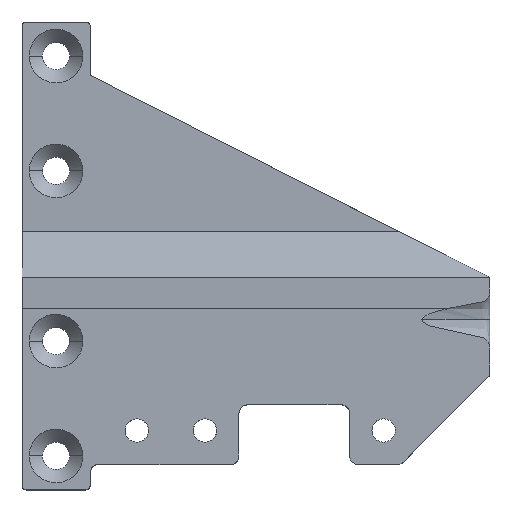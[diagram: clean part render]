
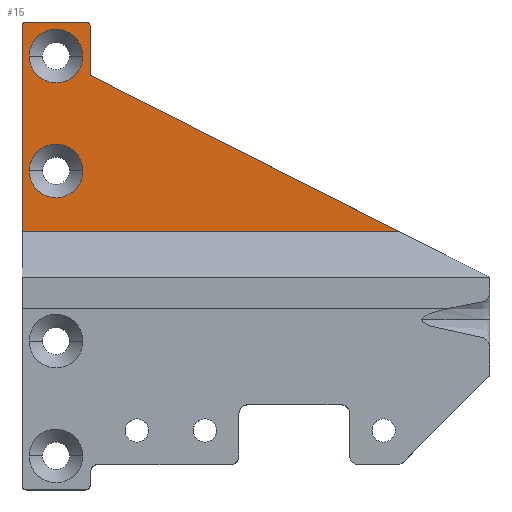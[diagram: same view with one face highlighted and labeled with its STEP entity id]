
A CAD part, top view. The second image highlights one B-rep face of the part: STEP entity #15.
In plain terms, the highlighted planar face has unit normal (0, 0, 1).
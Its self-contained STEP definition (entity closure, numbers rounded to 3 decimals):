
#15=ADVANCED_FACE('',(#84,#70,#71),#958,.T.);
#70=FACE_BOUND('',#140,.T.);
#71=FACE_BOUND('',#141,.T.);
#84=FACE_OUTER_BOUND('',#139,.T.);
#139=EDGE_LOOP('',(#208,#209,#210,#211,#212,#213,#214));
#140=EDGE_LOOP('',(#215,#216));
#141=EDGE_LOOP('',(#217,#218));
#208=ORIENTED_EDGE('',*,*,#531,.T.);
#209=ORIENTED_EDGE('',*,*,#533,.F.);
#210=ORIENTED_EDGE('',*,*,#535,.T.);
#211=ORIENTED_EDGE('',*,*,#537,.T.);
#212=ORIENTED_EDGE('',*,*,#510,.T.);
#213=ORIENTED_EDGE('',*,*,#526,.T.);
#214=ORIENTED_EDGE('',*,*,#529,.T.);
#215=ORIENTED_EDGE('',*,*,#636,.F.);
#216=ORIENTED_EDGE('',*,*,#595,.F.);
#217=ORIENTED_EDGE('',*,*,#641,.F.);
#218=ORIENTED_EDGE('',*,*,#600,.F.);
#510=EDGE_CURVE('',#833,#822,#779,.T.);
#526=EDGE_CURVE('',#822,#823,#669,.T.);
#529=EDGE_CURVE('',#823,#825,#788,.T.);
#531=EDGE_CURVE('',#825,#827,#671,.T.);
#533=EDGE_CURVE('',#830,#827,#790,.T.);
#535=EDGE_CURVE('',#830,#831,#673,.T.);
#537=EDGE_CURVE('',#831,#833,#792,.T.);
#595=EDGE_CURVE('',#867,#894,#720,.T.);
#600=EDGE_CURVE('',#870,#897,#725,.T.);
#636=EDGE_CURVE('',#894,#867,#754,.T.);
#641=EDGE_CURVE('',#897,#870,#759,.T.);
#669=(
BOUNDED_CURVE()
B_SPLINE_CURVE(2,(#1730,#1731,#1732),.UNSPECIFIED.,.F.,.F.)
B_SPLINE_CURVE_WITH_KNOTS((3,3),(253.608,294.276),
 .UNSPECIFIED.)
CURVE()
GEOMETRIC_REPRESENTATION_ITEM()
RATIONAL_B_SPLINE_CURVE((1.,1.,1.))
REPRESENTATION_ITEM('')
);
#671=(
BOUNDED_CURVE()
B_SPLINE_CURVE(2,(#1744,#1745,#1746),.UNSPECIFIED.,.F.,.F.)
B_SPLINE_CURVE_WITH_KNOTS((3,3),(300.048,300.834),
 .UNSPECIFIED.)
CURVE()
GEOMETRIC_REPRESENTATION_ITEM()
RATIONAL_B_SPLINE_CURVE((1.,0.707,1.))
REPRESENTATION_ITEM('')
);
#673=(
BOUNDED_CURVE()
B_SPLINE_CURVE(2,(#1754,#1755,#1756),.UNSPECIFIED.,.F.,.F.)
B_SPLINE_CURVE_WITH_KNOTS((3,3),(307.834,308.619),
 .UNSPECIFIED.)
CURVE()
GEOMETRIC_REPRESENTATION_ITEM()
RATIONAL_B_SPLINE_CURVE((1.,0.707,1.))
REPRESENTATION_ITEM('')
);
#720=(
BOUNDED_CURVE()
B_SPLINE_CURVE(2,(#1898,#1899,#1900,#1901,#1902),.UNSPECIFIED.,.F.,.F.)
B_SPLINE_CURVE_WITH_KNOTS((3,2,3),(-19.792,-14.844,
-9.896),.UNSPECIFIED.)
CURVE()
GEOMETRIC_REPRESENTATION_ITEM()
RATIONAL_B_SPLINE_CURVE((1.,0.707,1.,0.707,1.))
REPRESENTATION_ITEM('')
);
#725=(
BOUNDED_CURVE()
B_SPLINE_CURVE(2,(#1917,#1918,#1919,#1920,#1921),.UNSPECIFIED.,.F.,.F.)
B_SPLINE_CURVE_WITH_KNOTS((3,2,3),(-19.792,-14.844,
-9.896),.UNSPECIFIED.)
CURVE()
GEOMETRIC_REPRESENTATION_ITEM()
RATIONAL_B_SPLINE_CURVE((1.,0.707,1.,0.707,1.))
REPRESENTATION_ITEM('')
);
#754=(
BOUNDED_CURVE()
B_SPLINE_CURVE(2,(#2123,#2124,#2125,#2126,#2127),.UNSPECIFIED.,.F.,.F.)
B_SPLINE_CURVE_WITH_KNOTS((3,2,3),(-9.896,-4.948,
0.),.UNSPECIFIED.)
CURVE()
GEOMETRIC_REPRESENTATION_ITEM()
RATIONAL_B_SPLINE_CURVE((1.,0.707,1.,0.707,1.))
REPRESENTATION_ITEM('')
);
#759=(
BOUNDED_CURVE()
B_SPLINE_CURVE(2,(#2142,#2143,#2144,#2145,#2146),.UNSPECIFIED.,.F.,.F.)
B_SPLINE_CURVE_WITH_KNOTS((3,2,3),(-9.896,-4.948,
0.),.UNSPECIFIED.)
CURVE()
GEOMETRIC_REPRESENTATION_ITEM()
RATIONAL_B_SPLINE_CURVE((1.,0.707,1.,0.707,1.))
REPRESENTATION_ITEM('')
);
#779=B_SPLINE_CURVE_WITH_KNOTS('',1,(#1690,#1691),.UNSPECIFIED.,.F.,.F.,
(2,2),(0.,44.304),.UNSPECIFIED.);
#788=B_SPLINE_CURVE_WITH_KNOTS('',1,(#1740,#1741),.UNSPECIFIED.,.F.,.F.,
(2,2),(114.975,120.748),.UNSPECIFIED.);
#790=B_SPLINE_CURVE_WITH_KNOTS('',1,(#1750,#1751),.UNSPECIFIED.,.F.,.F.,
(2,2),(0.5,7.5),.UNSPECIFIED.);
#792=B_SPLINE_CURVE_WITH_KNOTS('',1,(#1760,#1761),.UNSPECIFIED.,.F.,.F.,
(2,2),(-120.748,-96.648),.UNSPECIFIED.);
#822=VERTEX_POINT('',#1602);
#823=VERTEX_POINT('',#1603);
#825=VERTEX_POINT('',#1605);
#827=VERTEX_POINT('',#1607);
#830=VERTEX_POINT('',#1610);
#831=VERTEX_POINT('',#1611);
#833=VERTEX_POINT('',#1613);
#867=VERTEX_POINT('',#1647);
#870=VERTEX_POINT('',#1650);
#894=VERTEX_POINT('',#1674);
#897=VERTEX_POINT('',#1677);
#958=PLANE('',#985);
#985=AXIS2_PLACEMENT_3D('',#1005,#995,$);
#995=DIRECTION('',(0.,0.,1.));
#1005=CARTESIAN_POINT('',(-17.5,42.012,2.8));
#1602=CARTESIAN_POINT('',(26.804,17.412,2.8));
#1603=CARTESIAN_POINT('',(-9.5,35.739,2.8));
#1605=CARTESIAN_POINT('',(-9.5,41.512,2.8));
#1607=CARTESIAN_POINT('',(-10.,42.012,2.8));
#1610=CARTESIAN_POINT('',(-17.,42.012,2.8));
#1611=CARTESIAN_POINT('',(-17.5,41.512,2.8));
#1613=CARTESIAN_POINT('',(-17.5,17.412,2.8));
#1647=CARTESIAN_POINT('',(-10.35,38.012,2.8));
#1650=CARTESIAN_POINT('',(-10.35,24.512,2.8));
#1674=CARTESIAN_POINT('',(-16.65,38.012,2.8));
#1677=CARTESIAN_POINT('',(-16.65,24.512,2.8));
#1690=CARTESIAN_POINT('',(-17.5,17.412,2.8));
#1691=CARTESIAN_POINT('',(26.804,17.412,2.8));
#1730=CARTESIAN_POINT('',(26.804,17.412,2.8));
#1731=CARTESIAN_POINT('',(8.652,26.575,2.8));
#1732=CARTESIAN_POINT('',(-9.5,35.739,2.8));
#1740=CARTESIAN_POINT('',(-9.5,35.739,2.8));
#1741=CARTESIAN_POINT('',(-9.5,41.512,2.8));
#1744=CARTESIAN_POINT('',(-9.5,41.512,2.8));
#1745=CARTESIAN_POINT('',(-9.5,42.012,2.8));
#1746=CARTESIAN_POINT('',(-10.,42.012,2.8));
#1750=CARTESIAN_POINT('',(-17.,42.012,2.8));
#1751=CARTESIAN_POINT('',(-10.,42.012,2.8));
#1754=CARTESIAN_POINT('',(-17.,42.012,2.8));
#1755=CARTESIAN_POINT('',(-17.5,42.012,2.8));
#1756=CARTESIAN_POINT('',(-17.5,41.512,2.8));
#1760=CARTESIAN_POINT('',(-17.5,41.512,2.8));
#1761=CARTESIAN_POINT('',(-17.5,17.412,2.8));
#1898=CARTESIAN_POINT('',(-10.35,38.012,2.8));
#1899=CARTESIAN_POINT('',(-10.35,41.162,2.8));
#1900=CARTESIAN_POINT('',(-13.5,41.162,2.8));
#1901=CARTESIAN_POINT('',(-16.65,41.162,2.8));
#1902=CARTESIAN_POINT('',(-16.65,38.012,2.8));
#1917=CARTESIAN_POINT('',(-10.35,24.512,2.8));
#1918=CARTESIAN_POINT('',(-10.35,27.662,2.8));
#1919=CARTESIAN_POINT('',(-13.5,27.662,2.8));
#1920=CARTESIAN_POINT('',(-16.65,27.662,2.8));
#1921=CARTESIAN_POINT('',(-16.65,24.512,2.8));
#2123=CARTESIAN_POINT('',(-16.65,38.012,2.8));
#2124=CARTESIAN_POINT('',(-16.65,34.862,2.8));
#2125=CARTESIAN_POINT('',(-13.5,34.862,2.8));
#2126=CARTESIAN_POINT('',(-10.35,34.862,2.8));
#2127=CARTESIAN_POINT('',(-10.35,38.012,2.8));
#2142=CARTESIAN_POINT('',(-16.65,24.512,2.8));
#2143=CARTESIAN_POINT('',(-16.65,21.362,2.8));
#2144=CARTESIAN_POINT('',(-13.5,21.362,2.8));
#2145=CARTESIAN_POINT('',(-10.35,21.362,2.8));
#2146=CARTESIAN_POINT('',(-10.35,24.512,2.8));
